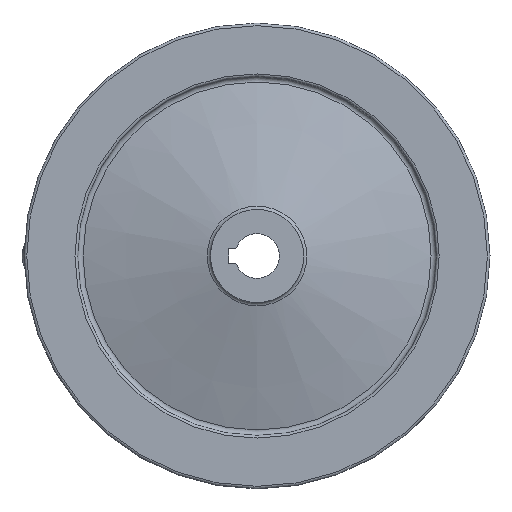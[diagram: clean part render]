
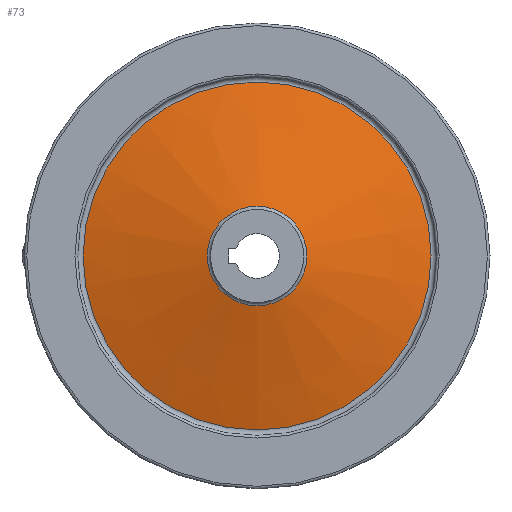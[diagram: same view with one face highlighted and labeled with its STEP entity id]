
A CAD part, left-side view. The second image highlights one B-rep face of the part: STEP entity #73.
In plain terms, the highlighted conical face has half-angle 74.91 degrees and reference radius 26.726 mm.
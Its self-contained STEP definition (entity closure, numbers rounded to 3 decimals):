
#73 = ADVANCED_FACE( '', ( #165, #166 ), #167, .T. );
#165 = FACE_OUTER_BOUND( '', #277, .T. );
#166 = FACE_BOUND( '', #278, .T. );
#167 = CONICAL_SURFACE( '', #279, 26.726, 1.307 );
#277 = EDGE_LOOP( '', ( #448 ) );
#278 = EDGE_LOOP( '', ( #449 ) );
#279 = AXIS2_PLACEMENT_3D( '', #450, #451, #452 );
#448 = ORIENTED_EDGE( '', *, *, #582, .F. );
#449 = ORIENTED_EDGE( '', *, *, #583, .T. );
#450 = CARTESIAN_POINT( '', ( 17.55, 0., 0. ) );
#451 = DIRECTION( '', ( 1., 0., 0. ) );
#452 = DIRECTION( '', ( 0., 0., -1. ) );
#582 = EDGE_CURVE( '', #665, #665, #666, .T. );
#583 = EDGE_CURVE( '', #667, #667, #668, .T. );
#665 = VERTEX_POINT( '', #764 );
#666 = CIRCLE( '', #765, 93.372 );
#667 = VERTEX_POINT( '', #766 );
#668 = CIRCLE( '', #767, 26.726 );
#764 = CARTESIAN_POINT( '', ( 35.52, 0., -93.372 ) );
#765 = AXIS2_PLACEMENT_3D( '', #854, #855, #856 );
#766 = CARTESIAN_POINT( '', ( 17.55, 0., -26.726 ) );
#767 = AXIS2_PLACEMENT_3D( '', #857, #858, #859 );
#854 = CARTESIAN_POINT( '', ( 35.52, 0., 0. ) );
#855 = DIRECTION( '', ( 1., 0., 0. ) );
#856 = DIRECTION( '', ( 0., 0., -1. ) );
#857 = CARTESIAN_POINT( '', ( 17.55, 0., 0. ) );
#858 = DIRECTION( '', ( 1., 0., 0. ) );
#859 = DIRECTION( '', ( 0., 0., -1. ) );
